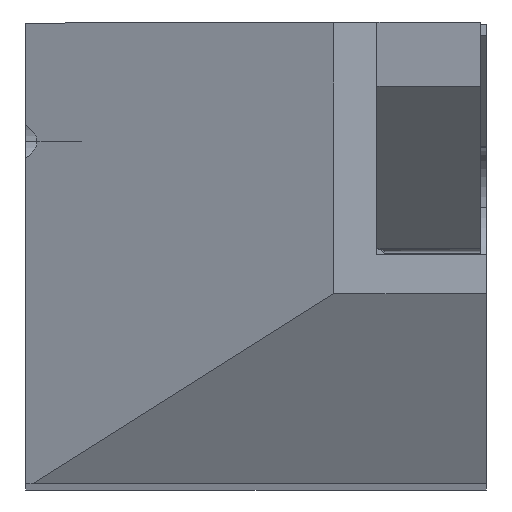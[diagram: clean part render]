
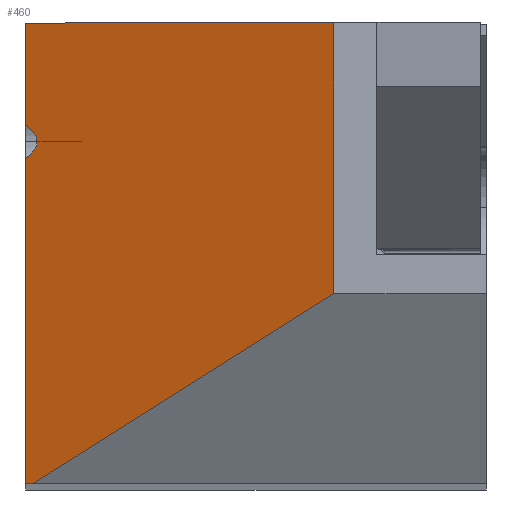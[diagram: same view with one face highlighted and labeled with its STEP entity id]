
A CAD part, top view. The second image highlights one B-rep face of the part: STEP entity #460.
In plain terms, the highlighted planar face has unit normal (-0.342, 0, 0.94).
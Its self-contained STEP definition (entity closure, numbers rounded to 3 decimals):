
#9 = LINE ( 'NONE', #42, #2242 ) ;
#42 = CARTESIAN_POINT ( 'NONE',  ( 121.06, 76.173, 40.168 ) ) ;
#138 = CARTESIAN_POINT ( 'NONE',  ( 0., 0., -3.894 ) ) ;
#153 = CARTESIAN_POINT ( 'NONE',  ( 0., 16., -3.894 ) ) ;
#165 = LINE ( 'NONE', #1427, #1105 ) ;
#195 = ORIENTED_EDGE ( 'NONE', *, *, #941, .F. ) ;
#198 = VERTEX_POINT ( 'NONE', #153 ) ;
#221 = ORIENTED_EDGE ( 'NONE', *, *, #1282, .T. ) ;
#224 = VERTEX_POINT ( 'NONE', #2257 ) ;
#278 = CARTESIAN_POINT ( 'NONE',  ( 0.397, 11.676, -3.75 ) ) ;
#362 = EDGE_CURVE ( 'NONE', #198, #224, #165, .T. ) ;
#383 = PLANE ( 'NONE',  #2107 ) ;
#457 = EDGE_LOOP ( 'NONE', ( #800, #690, #972, #1200, #195, #666, #221, #858 ) ) ;
#460 = ADVANCED_FACE ( 'NONE', ( #927 ), #383, .T. ) ;
#469 = CARTESIAN_POINT ( 'NONE',  ( 0., 11.297, -3.894 ) ) ;
#527 = CARTESIAN_POINT ( 'NONE',  ( 0.397, 11.88, -3.75 ) ) ;
#534 = LINE ( 'NONE', #1967, #1011 ) ;
#566 = LINE ( 'NONE', #138, #982 ) ;
#638 = CARTESIAN_POINT ( 'NONE',  ( 0.262, 11.477, -3.799 ) ) ;
#647 = CARTESIAN_POINT ( 'NONE',  ( 0., 0., -3.894 ) ) ;
#666 = ORIENTED_EDGE ( 'NONE', *, *, #1186, .F. ) ;
#677 = CARTESIAN_POINT ( 'NONE',  ( 0., 12.463, -3.894 ) ) ;
#689 =( BOUNDED_CURVE ( )  B_SPLINE_CURVE ( 3, ( #1243, #1423, #1595, #527 ),
 .UNSPECIFIED., .F., .F. ) 
 B_SPLINE_CURVE_WITH_KNOTS ( ( 4, 4 ),
 ( 5.798, 6.283 ),
 .UNSPECIFIED. ) 
 CURVE ( )  GEOMETRIC_REPRESENTATION_ITEM ( )  RATIONAL_B_SPLINE_CURVE ( ( 1., 0.98, 0.98, 1. ) ) 
 REPRESENTATION_ITEM ( '' )  );
#690 = ORIENTED_EDGE ( 'NONE', *, *, #782, .F. ) ;
#747 = VERTEX_POINT ( 'NONE', #798 ) ;
#782 = EDGE_CURVE ( 'NONE', #1021, #198, #850, .T. ) ;
#798 = CARTESIAN_POINT ( 'NONE',  ( 10.7, 6.6, 0. ) ) ;
#800 = ORIENTED_EDGE ( 'NONE', *, *, #362, .F. ) ;
#805 = CARTESIAN_POINT ( 'NONE',  ( 0., 0., -3.894 ) ) ;
#850 = LINE ( 'NONE', #805, #2186 ) ;
#858 = ORIENTED_EDGE ( 'NONE', *, *, #1730, .F. ) ;
#880 = VERTEX_POINT ( 'NONE', #647 ) ;
#906 = VECTOR ( 'NONE', #2241, 1000. ) ;
#912 = DIRECTION ( 'NONE',  ( -0.94, 0., -0.342 ) ) ;
#923 = DIRECTION ( 'NONE',  ( 0.808, 0.51, 0.294 ) ) ;
#927 = FACE_OUTER_BOUND ( 'NONE', #457, .T. ) ;
#941 = EDGE_CURVE ( 'NONE', #880, #966, #566, .T. ) ;
#966 = VERTEX_POINT ( 'NONE', #469 ) ;
#972 = ORIENTED_EDGE ( 'NONE', *, *, #1908, .T. ) ;
#979 = DIRECTION ( 'NONE',  ( 0., 1., 0. ) ) ;
#982 = VECTOR ( 'NONE', #1203, 1000. ) ;
#1011 = VECTOR ( 'NONE', #912, 1000. ) ;
#1021 = VERTEX_POINT ( 'NONE', #677 ) ;
#1075 = DIRECTION ( 'NONE',  ( 0.94, 0., 0.342 ) ) ;
#1102 =( BOUNDED_CURVE ( )  B_SPLINE_CURVE ( 3, ( #1525, #278, #638, #1870 ),
 .UNSPECIFIED., .F., .F. ) 
 B_SPLINE_CURVE_WITH_KNOTS ( ( 4, 4 ),
 ( 0., 0.486 ),
 .UNSPECIFIED. ) 
 CURVE ( )  GEOMETRIC_REPRESENTATION_ITEM ( )  RATIONAL_B_SPLINE_CURVE ( ( 1., 0.98, 0.98, 1. ) ) 
 REPRESENTATION_ITEM ( '' )  );
#1105 = VECTOR ( 'NONE', #1075, 1000. ) ;
#1177 = CARTESIAN_POINT ( 'NONE',  ( 0.231, 0., -3.811 ) ) ;
#1186 = EDGE_CURVE ( 'NONE', #1561, #880, #534, .T. ) ;
#1200 = ORIENTED_EDGE ( 'NONE', *, *, #1536, .T. ) ;
#1203 = DIRECTION ( 'NONE',  ( 0., 1., 0. ) ) ;
#1243 = CARTESIAN_POINT ( 'NONE',  ( 0., 12.463, -3.894 ) ) ;
#1275 = LINE ( 'NONE', #2072, #906 ) ;
#1279 = CARTESIAN_POINT ( 'NONE',  ( 10.7, 174.789, 0. ) ) ;
#1282 = EDGE_CURVE ( 'NONE', #1561, #747, #9, .T. ) ;
#1423 = CARTESIAN_POINT ( 'NONE',  ( 0.262, 12.283, -3.799 ) ) ;
#1427 = CARTESIAN_POINT ( 'NONE',  ( -38.923, 16., -18.061 ) ) ;
#1525 = CARTESIAN_POINT ( 'NONE',  ( 0.397, 11.88, -3.75 ) ) ;
#1536 = EDGE_CURVE ( 'NONE', #1555, #966, #1102, .T. ) ;
#1555 = VERTEX_POINT ( 'NONE', #1697 ) ;
#1561 = VERTEX_POINT ( 'NONE', #1177 ) ;
#1595 = CARTESIAN_POINT ( 'NONE',  ( 0.397, 12.084, -3.75 ) ) ;
#1632 = DIRECTION ( 'NONE',  ( 0.94, 0., 0.342 ) ) ;
#1697 = CARTESIAN_POINT ( 'NONE',  ( 0.397, 11.88, -3.75 ) ) ;
#1730 = EDGE_CURVE ( 'NONE', #224, #747, #1275, .T. ) ;
#1870 = CARTESIAN_POINT ( 'NONE',  ( 0., 11.297, -3.894 ) ) ;
#1908 = EDGE_CURVE ( 'NONE', #1021, #1555, #689, .T. ) ;
#1967 = CARTESIAN_POINT ( 'NONE',  ( -38.923, 0., -18.061 ) ) ;
#2072 = CARTESIAN_POINT ( 'NONE',  ( 10.7, 174.789, 0. ) ) ;
#2107 = AXIS2_PLACEMENT_3D ( 'NONE', #1279, #2137, #1632 ) ;
#2137 = DIRECTION ( 'NONE',  ( -0.342, 0., 0.94 ) ) ;
#2186 = VECTOR ( 'NONE', #979, 1000. ) ;
#2241 = DIRECTION ( 'NONE',  ( 0., -1., 0. ) ) ;
#2242 = VECTOR ( 'NONE', #923, 1000. ) ;
#2257 = CARTESIAN_POINT ( 'NONE',  ( 10.7, 16., 0. ) ) ;
